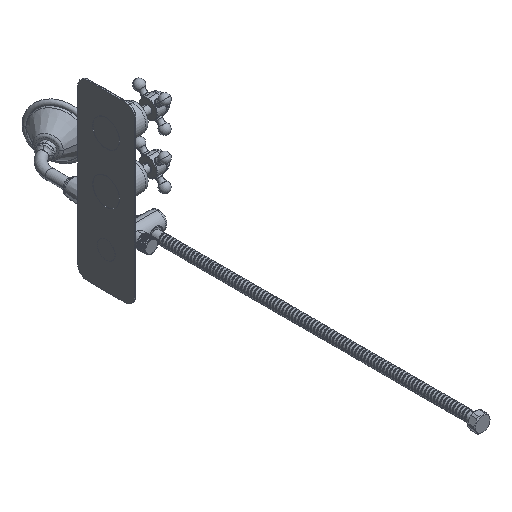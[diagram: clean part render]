
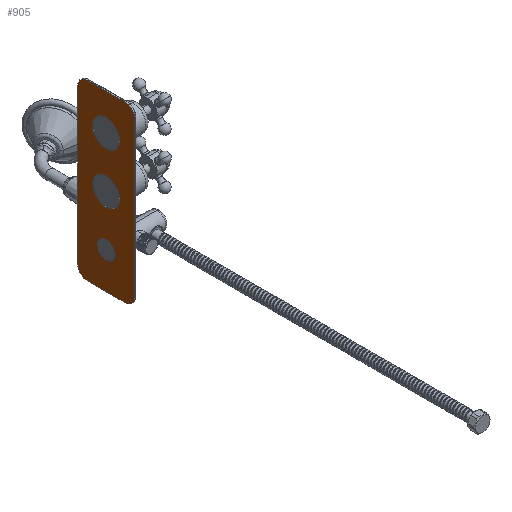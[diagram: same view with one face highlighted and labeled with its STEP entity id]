
A CAD part, isometric view. The second image highlights one B-rep face of the part: STEP entity #905.
In plain terms, the highlighted planar face has unit normal (-1, 0, 0).
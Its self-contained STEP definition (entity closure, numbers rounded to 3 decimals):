
#72=DIRECTION('',(0.,1.,0.));
#73=VECTOR('',#72,60.);
#74=CARTESIAN_POINT('',(0.,-30.,137.5));
#75=LINE('',#74,#73);
#153=DIRECTION('',(0.,0.,-1.));
#154=VECTOR('',#153,245.);
#155=CARTESIAN_POINT('',(0.,45.,122.5));
#156=LINE('',#155,#154);
#157=CARTESIAN_POINT('',(0.,30.,122.5));
#158=DIRECTION('',(1.,0.,0.));
#159=DIRECTION('',(0.,1.,0.));
#160=AXIS2_PLACEMENT_3D('',#157,#158,#159);
#162=CARTESIAN_POINT('',(0.,-30.,122.5));
#163=DIRECTION('',(1.,0.,0.));
#164=DIRECTION('',(0.,0.,1.));
#165=AXIS2_PLACEMENT_3D('',#162,#163,#164);
#167=CARTESIAN_POINT('',(0.,-30.,-122.5));
#168=DIRECTION('',(1.,0.,0.));
#169=DIRECTION('',(0.,-1.,0.));
#170=AXIS2_PLACEMENT_3D('',#167,#168,#169);
#172=CARTESIAN_POINT('',(0.,30.,-122.5));
#173=DIRECTION('',(1.,0.,0.));
#174=DIRECTION('',(0.,0.,-1.));
#175=AXIS2_PLACEMENT_3D('',#172,#173,#174);
#177=CARTESIAN_POINT('',(0.,0.,-80.));
#178=DIRECTION('',(-1.,0.,0.));
#179=DIRECTION('',(0.,0.,-1.));
#180=AXIS2_PLACEMENT_3D('',#177,#178,#179);
#182=CARTESIAN_POINT('',(0.,0.,-80.));
#183=DIRECTION('',(-1.,0.,0.));
#184=DIRECTION('',(0.,0.,1.));
#185=AXIS2_PLACEMENT_3D('',#182,#183,#184);
#187=CARTESIAN_POINT('',(0.,0.,80.));
#188=DIRECTION('',(-1.,0.,0.));
#189=DIRECTION('',(0.,0.,1.));
#190=AXIS2_PLACEMENT_3D('',#187,#188,#189);
#192=CARTESIAN_POINT('',(0.,0.,80.));
#193=DIRECTION('',(-1.,0.,0.));
#194=DIRECTION('',(0.,0.,-1.));
#195=AXIS2_PLACEMENT_3D('',#192,#193,#194);
#197=CARTESIAN_POINT('',(0.,0.,0.));
#198=DIRECTION('',(-1.,0.,0.));
#199=DIRECTION('',(0.,0.,1.));
#200=AXIS2_PLACEMENT_3D('',#197,#198,#199);
#202=CARTESIAN_POINT('',(0.,0.,0.));
#203=DIRECTION('',(-1.,0.,0.));
#204=DIRECTION('',(0.,0.,-1.));
#205=AXIS2_PLACEMENT_3D('',#202,#203,#204);
#207=DIRECTION('',(0.,0.,1.));
#208=VECTOR('',#207,245.);
#209=CARTESIAN_POINT('',(0.,-45.,-122.5));
#210=LINE('',#209,#208);
#219=DIRECTION('',(0.,-1.,0.));
#220=VECTOR('',#219,60.);
#221=CARTESIAN_POINT('',(0.,30.,-137.5));
#222=LINE('',#221,#220);
#605=CARTESIAN_POINT('',(0.,0.,-65.75));
#606=VERTEX_POINT('',#605);
#607=CARTESIAN_POINT('',(0.,0.,-94.25));
#608=VERTEX_POINT('',#607);
#609=CARTESIAN_POINT('',(0.,45.,122.5));
#610=CARTESIAN_POINT('',(0.,30.,137.5));
#611=VERTEX_POINT('',#609);
#612=VERTEX_POINT('',#610);
#613=CARTESIAN_POINT('',(0.,-30.,137.5));
#614=VERTEX_POINT('',#613);
#615=CARTESIAN_POINT('',(0.,-45.,122.5));
#616=VERTEX_POINT('',#615);
#617=CARTESIAN_POINT('',(0.,-45.,-122.5));
#618=VERTEX_POINT('',#617);
#619=CARTESIAN_POINT('',(0.,-30.,-137.5));
#620=VERTEX_POINT('',#619);
#621=CARTESIAN_POINT('',(0.,30.,-137.5));
#622=VERTEX_POINT('',#621);
#623=CARTESIAN_POINT('',(0.,45.,-122.5));
#624=VERTEX_POINT('',#623);
#625=CARTESIAN_POINT('',(0.,0.,101.4));
#626=CARTESIAN_POINT('',(0.,0.,58.6));
#627=VERTEX_POINT('',#625);
#628=VERTEX_POINT('',#626);
#629=CARTESIAN_POINT('',(0.,0.,21.4));
#630=CARTESIAN_POINT('',(0.,0.,-21.4));
#631=VERTEX_POINT('',#629);
#632=VERTEX_POINT('',#630);
#868=CARTESIAN_POINT('',(0.,0.,0.));
#869=DIRECTION('',(1.,0.,0.));
#870=DIRECTION('',(0.,0.,-1.));
#871=AXIS2_PLACEMENT_3D('',#868,#869,#870);
#872=PLANE('',#871);
#873=ORIENTED_EDGE('',*,*,#736,.T.);
#874=ORIENTED_EDGE('',*,*,#751,.F.);
#875=ORIENTED_EDGE('',*,*,#766,.T.);
#877=ORIENTED_EDGE('',*,*,#876,.F.);
#879=ORIENTED_EDGE('',*,*,#878,.T.);
#881=ORIENTED_EDGE('',*,*,#880,.F.);
#883=ORIENTED_EDGE('',*,*,#882,.T.);
#884=ORIENTED_EDGE('',*,*,#861,.F.);
#885=EDGE_LOOP('',(#873,#874,#875,#877,#879,#881,#883,#884));
#886=FACE_OUTER_BOUND('',#885,.F.);
#888=ORIENTED_EDGE('',*,*,#887,.T.);
#890=ORIENTED_EDGE('',*,*,#889,.T.);
#891=EDGE_LOOP('',(#888,#890));
#892=FACE_BOUND('',#891,.F.);
#894=ORIENTED_EDGE('',*,*,#893,.T.);
#896=ORIENTED_EDGE('',*,*,#895,.T.);
#897=EDGE_LOOP('',(#894,#896));
#898=FACE_BOUND('',#897,.F.);
#900=ORIENTED_EDGE('',*,*,#899,.T.);
#902=ORIENTED_EDGE('',*,*,#901,.T.);
#903=EDGE_LOOP('',(#900,#902));
#904=FACE_BOUND('',#903,.F.);
#905=ADVANCED_FACE('',(#886,#892,#898,#904),#872,.F.);
#161=CIRCLE('',#160,15.);
#166=CIRCLE('',#165,15.);
#171=CIRCLE('',#170,15.);
#176=CIRCLE('',#175,15.);
#181=CIRCLE('',#180,14.25);
#186=CIRCLE('',#185,14.25);
#191=CIRCLE('',#190,21.4);
#196=CIRCLE('',#195,21.4);
#201=CIRCLE('',#200,21.4);
#206=CIRCLE('',#205,21.4);
#736=EDGE_CURVE('',#611,#612,#161,.T.);
#751=EDGE_CURVE('',#614,#612,#75,.T.);
#766=EDGE_CURVE('',#614,#616,#166,.T.);
#861=EDGE_CURVE('',#611,#624,#156,.T.);
#876=EDGE_CURVE('',#618,#616,#210,.T.);
#878=EDGE_CURVE('',#618,#620,#171,.T.);
#880=EDGE_CURVE('',#622,#620,#222,.T.);
#882=EDGE_CURVE('',#622,#624,#176,.T.);
#887=EDGE_CURVE('',#608,#606,#181,.T.);
#889=EDGE_CURVE('',#606,#608,#186,.T.);
#893=EDGE_CURVE('',#627,#628,#191,.T.);
#895=EDGE_CURVE('',#628,#627,#196,.T.);
#899=EDGE_CURVE('',#631,#632,#201,.T.);
#901=EDGE_CURVE('',#632,#631,#206,.T.);
